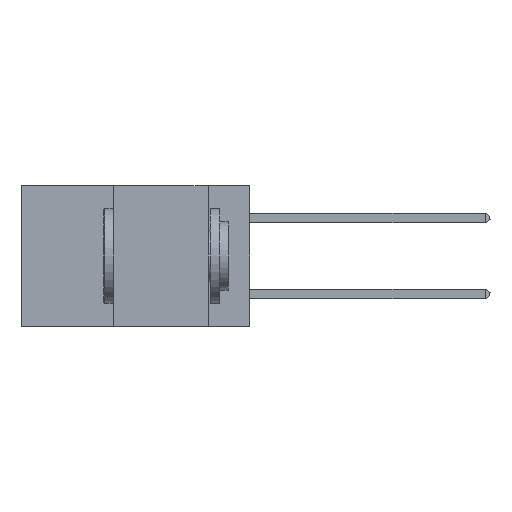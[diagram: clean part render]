
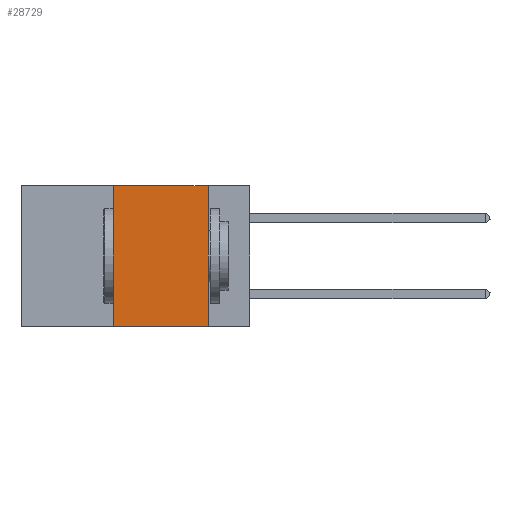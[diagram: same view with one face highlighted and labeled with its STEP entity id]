
A CAD part, left-side view. The second image highlights one B-rep face of the part: STEP entity #28729.
In plain terms, the highlighted planar face has unit normal (-1, 0, 0).
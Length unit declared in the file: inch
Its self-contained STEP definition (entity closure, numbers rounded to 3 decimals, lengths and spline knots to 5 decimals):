
#427 = CARTESIAN_POINT ( 'NONE',  ( 0., 0.11, 0. ) ) ;
#431 = VECTOR ( 'NONE', #10292, 39.37008 ) ;
#3749 = CARTESIAN_POINT ( 'NONE',  ( 0., 0.6, -0.37 ) ) ;
#4317 = PLANE ( 'NONE',  #16601 ) ;
#5620 = CARTESIAN_POINT ( 'NONE',  ( 0., 0.36, 0. ) ) ;
#6523 = VERTEX_POINT ( 'NONE', #18856 ) ;
#6589 = DIRECTION ( 'NONE',  ( 1., 0., 0. ) ) ;
#6608 = EDGE_CURVE ( 'NONE', #14030, #11364, #22201, .T. ) ;
#7243 = CARTESIAN_POINT ( 'NONE',  ( 0., 0.11, 0. ) ) ;
#8405 = VECTOR ( 'NONE', #21598, 39.37008 ) ;
#9387 = ORIENTED_EDGE ( 'NONE', *, *, #26788, .F. ) ;
#9446 = CARTESIAN_POINT ( 'NONE',  ( 0., 0.11, -0.37 ) ) ;
#9911 = ORIENTED_EDGE ( 'NONE', *, *, #6608, .F. ) ;
#10057 = ORIENTED_EDGE ( 'NONE', *, *, #17125, .T. ) ;
#10292 = DIRECTION ( 'NONE',  ( 0., 0., 1. ) ) ;
#11364 = VERTEX_POINT ( 'NONE', #7243 ) ;
#11638 = DIRECTION ( 'NONE',  ( 0., 0., -1. ) ) ;
#12112 = FACE_OUTER_BOUND ( 'NONE', #24424, .T. ) ;
#14030 = VERTEX_POINT ( 'NONE', #5620 ) ;
#15619 = EDGE_CURVE ( 'NONE', #6523, #14030, #17654, .T. ) ;
#16238 = VECTOR ( 'NONE', #23601, 39.37008 ) ;
#16601 = AXIS2_PLACEMENT_3D ( 'NONE', #17746, #6589, #22273 ) ;
#16793 = LINE ( 'NONE', #427, #28126 ) ;
#17125 = EDGE_CURVE ( 'NONE', #6523, #22761, #25600, .T. ) ;
#17654 = LINE ( 'NONE', #23765, #431 ) ;
#17746 = CARTESIAN_POINT ( 'NONE',  ( 0., 0.6, 0. ) ) ;
#18856 = CARTESIAN_POINT ( 'NONE',  ( 0., 0.36, -0.37 ) ) ;
#21301 = CARTESIAN_POINT ( 'NONE',  ( 0., 0.6, 0. ) ) ;
#21598 = DIRECTION ( 'NONE',  ( 0., -1., 0. ) ) ;
#22201 = LINE ( 'NONE', #21301, #16238 ) ;
#22273 = DIRECTION ( 'NONE',  ( 0., 0., -1. ) ) ;
#22761 = VERTEX_POINT ( 'NONE', #9446 ) ;
#22829 = ORIENTED_EDGE ( 'NONE', *, *, #15619, .F. ) ;
#23601 = DIRECTION ( 'NONE',  ( 0., -1., 0. ) ) ;
#23765 = CARTESIAN_POINT ( 'NONE',  ( 0., 0.36, 0. ) ) ;
#24424 = EDGE_LOOP ( 'NONE', ( #9387, #9911, #22829, #10057 ) ) ;
#25600 = LINE ( 'NONE', #3749, #8405 ) ;
#26788 = EDGE_CURVE ( 'NONE', #11364, #22761, #16793, .T. ) ;
#28126 = VECTOR ( 'NONE', #11638, 39.37008 ) ;
#28729 = ADVANCED_FACE ( 'NONE', ( #12112 ), #4317, .F. ) ;
